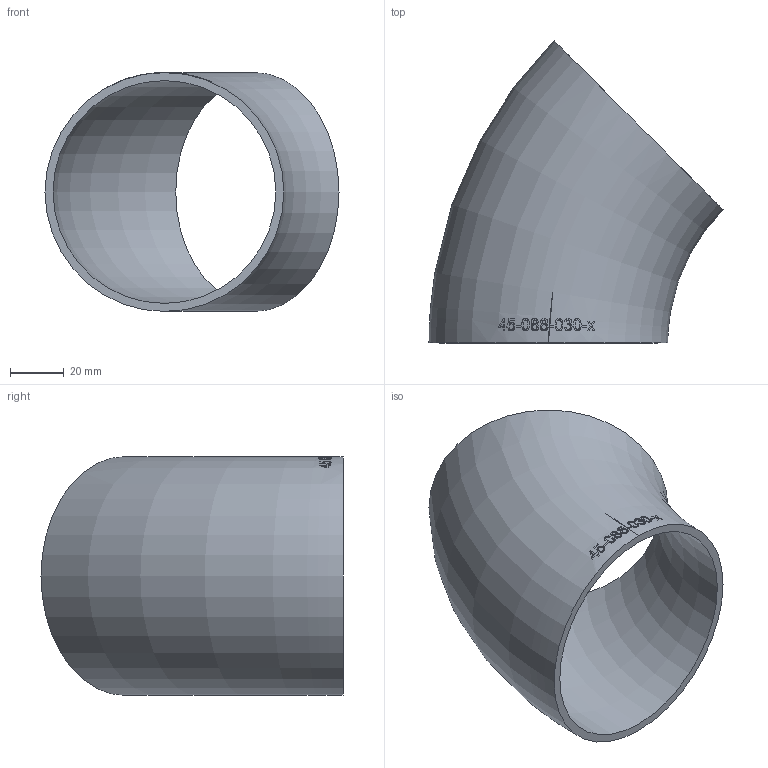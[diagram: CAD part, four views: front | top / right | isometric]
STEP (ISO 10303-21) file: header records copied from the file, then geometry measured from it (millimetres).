
FILE_DESCRIPTION (( 'STEP AP214' ), '1' );
FILE_NAME ('45-088-030-x Bogen 2004.STEP', '2020-04-16T12:42:03', ( '' ), ( '' ), 'SwSTEP 2.0', 'SolidWorks 2019', '' );
FILE_SCHEMA (( 'AUTOMOTIVE_DESIGN' ));
Length unit declared in the file: millimetre
Products named in the file (1): 45-088-030-x Bogen 2004
Bounding box: 109.42 x 112.39 x 88.9 mm (x, y, z)
Volume: 72802.9 mm3; surface area: 50163 mm2
Topology: 1 solids, 1 shells, 160 faces, 415 edges, 277 vertices
Faces by surface type: bspline 136, torus 22, plane 2
Entity records: 25277 total; most frequent: CARTESIAN_POINT 20912, ORIENTED_EDGE 824, EDGE_CURVE 412, B_SPLINE_CURVE_WITH_KNOTS 408, VERTEX_POINT 276, EDGE_LOOP 184, FACE_OUTER_BOUND 162, ADVANCED_FACE 160
